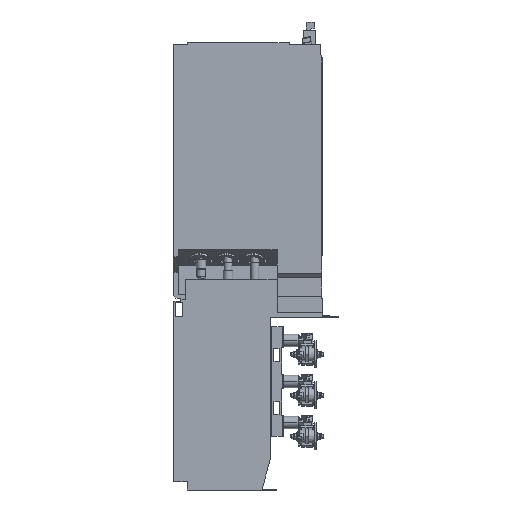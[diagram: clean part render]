
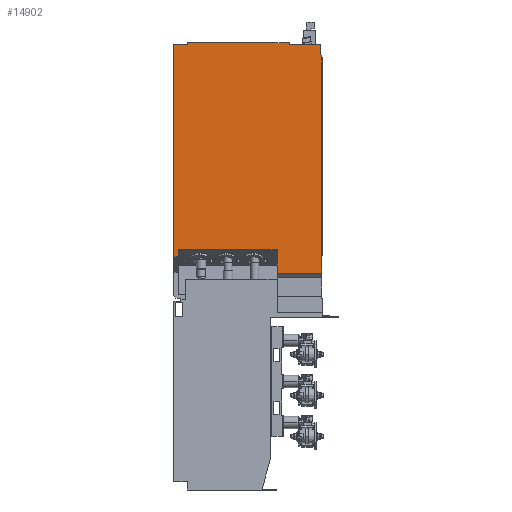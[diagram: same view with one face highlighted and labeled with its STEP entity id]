
A CAD part, left-side view. The second image highlights one B-rep face of the part: STEP entity #14902.
In plain terms, the highlighted planar face has unit normal (-1, 0, 0).
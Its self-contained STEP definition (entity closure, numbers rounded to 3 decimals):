
#11798=FACE_OUTER_BOUND('',#33348,.T.);
#14902=ADVANCED_FACE('',(#11798),#17818,.T.);
#17818=PLANE('',#71207);
#21939=LINE('',#103844,#27458);
#21986=LINE('',#104043,#27505);
#22026=LINE('',#104139,#27545);
#22028=LINE('',#104143,#27547);
#22029=LINE('',#104146,#27548);
#22030=LINE('',#104148,#27549);
#22031=LINE('',#104150,#27550);
#22032=LINE('',#104152,#27551);
#22033=LINE('',#104154,#27552);
#22034=LINE('',#104156,#27553);
#22035=LINE('',#104158,#27554);
#22036=LINE('',#104160,#27555);
#22037=LINE('',#104162,#27556);
#22038=LINE('',#104163,#27557);
#22039=LINE('',#104165,#27558);
#22040=LINE('',#104167,#27559);
#22041=LINE('',#104168,#27560);
#27458=VECTOR('',#82329,1.);
#27505=VECTOR('',#82414,1.);
#27545=VECTOR('',#82504,1.);
#27547=VECTOR('',#82510,1.);
#27548=VECTOR('',#82511,1.);
#27549=VECTOR('',#82512,1.);
#27550=VECTOR('',#82513,1.);
#27551=VECTOR('',#82514,1.);
#27552=VECTOR('',#82515,1.);
#27553=VECTOR('',#82516,1.);
#27554=VECTOR('',#82517,1.);
#27555=VECTOR('',#82518,1.);
#27556=VECTOR('',#82519,1.);
#27557=VECTOR('',#82520,1.);
#27558=VECTOR('',#82521,1.);
#27559=VECTOR('',#82522,1.);
#27560=VECTOR('',#82523,1.);
#33348=EDGE_LOOP('',(#44265,#44266,#44267,#44268,#44269,#44270,#44271,#44272,
#44273,#44274,#44275,#44276,#44277,#44278,#44279,#44280,#44281));
#44265=ORIENTED_EDGE('',*,*,#62692,.T.);
#44266=ORIENTED_EDGE('',*,*,#62693,.T.);
#44267=ORIENTED_EDGE('',*,*,#62694,.F.);
#44268=ORIENTED_EDGE('',*,*,#62695,.T.);
#44269=ORIENTED_EDGE('',*,*,#62696,.T.);
#44270=ORIENTED_EDGE('',*,*,#62697,.T.);
#44271=ORIENTED_EDGE('',*,*,#62698,.F.);
#44272=ORIENTED_EDGE('',*,*,#62699,.F.);
#44273=ORIENTED_EDGE('',*,*,#62700,.T.);
#44274=ORIENTED_EDGE('',*,*,#62701,.T.);
#44275=ORIENTED_EDGE('',*,*,#62642,.T.);
#44276=ORIENTED_EDGE('',*,*,#62690,.T.);
#44277=ORIENTED_EDGE('',*,*,#62702,.T.);
#44278=ORIENTED_EDGE('',*,*,#62703,.T.);
#44279=ORIENTED_EDGE('',*,*,#62704,.T.);
#44280=ORIENTED_EDGE('',*,*,#62581,.T.);
#44281=ORIENTED_EDGE('',*,*,#62705,.T.);
#55547=VERTEX_POINT('',#103843);
#55548=VERTEX_POINT('',#103845);
#55588=VERTEX_POINT('',#104042);
#55589=VERTEX_POINT('',#104044);
#55619=VERTEX_POINT('',#104138);
#55620=VERTEX_POINT('',#104144);
#55621=VERTEX_POINT('',#104145);
#55622=VERTEX_POINT('',#104147);
#55623=VERTEX_POINT('',#104149);
#55624=VERTEX_POINT('',#104151);
#55625=VERTEX_POINT('',#104153);
#55626=VERTEX_POINT('',#104155);
#55627=VERTEX_POINT('',#104157);
#55628=VERTEX_POINT('',#104159);
#55629=VERTEX_POINT('',#104161);
#55630=VERTEX_POINT('',#104164);
#55631=VERTEX_POINT('',#104166);
#62581=EDGE_CURVE('',#55548,#55547,#21939,.T.);
#62642=EDGE_CURVE('',#55589,#55588,#21986,.T.);
#62690=EDGE_CURVE('',#55588,#55619,#22026,.T.);
#62692=EDGE_CURVE('',#55620,#55621,#22028,.T.);
#62693=EDGE_CURVE('',#55621,#55622,#22029,.T.);
#62694=EDGE_CURVE('',#55623,#55622,#22030,.T.);
#62695=EDGE_CURVE('',#55623,#55624,#22031,.T.);
#62696=EDGE_CURVE('',#55624,#55625,#22032,.T.);
#62697=EDGE_CURVE('',#55625,#55626,#22033,.T.);
#62698=EDGE_CURVE('',#55627,#55626,#22034,.T.);
#62699=EDGE_CURVE('',#55628,#55627,#22035,.T.);
#62700=EDGE_CURVE('',#55628,#55629,#22036,.T.);
#62701=EDGE_CURVE('',#55629,#55589,#22037,.T.);
#62702=EDGE_CURVE('',#55619,#55630,#22038,.T.);
#62703=EDGE_CURVE('',#55630,#55631,#22039,.T.);
#62704=EDGE_CURVE('',#55631,#55548,#22040,.T.);
#62705=EDGE_CURVE('',#55547,#55620,#22041,.T.);
#71207=AXIS2_PLACEMENT_3D('',#104169,#82524,#82525);
#82329=DIRECTION('',(0.,0.,-1.));
#82414=DIRECTION('',(0.,1.,0.));
#82504=DIRECTION('',(0.,0.,1.));
#82510=DIRECTION('',(0.,0.,1.));
#82511=DIRECTION('',(0.,-1.,0.));
#82512=DIRECTION('',(0.,0.,1.));
#82513=DIRECTION('',(0.,-1.,0.));
#82514=DIRECTION('',(0.,0.,1.));
#82515=DIRECTION('',(0.,-0.707,0.707));
#82516=DIRECTION('',(0.,-1.,0.));
#82517=DIRECTION('',(0.,0.,-1.));
#82518=DIRECTION('',(0.,0.707,0.707));
#82519=DIRECTION('',(0.,0.,1.));
#82520=DIRECTION('',(0.,1.,0.));
#82521=DIRECTION('',(0.,0.,-1.));
#82522=DIRECTION('',(0.,1.,0.));
#82523=DIRECTION('',(0.,-1.,0.));
#82524=DIRECTION('',(-1.,0.,0.));
#82525=DIRECTION('',(0.,-1.,0.));
#103843=CARTESIAN_POINT('',(-722.,566.,1003.791));
#103844=CARTESIAN_POINT('',(-722.,566.,1717.75));
#103845=CARTESIAN_POINT('',(-722.,566.,1717.75));
#104042=CARTESIAN_POINT('',(-722.,178.295,1717.75));
#104043=CARTESIAN_POINT('',(-722.,74.,1717.75));
#104044=CARTESIAN_POINT('',(-722.,74.,1717.75));
#104138=CARTESIAN_POINT('',(-722.,178.293,1724.5));
#104139=CARTESIAN_POINT('',(-722.,178.295,1717.75));
#104143=CARTESIAN_POINT('',(-722.,550.557,1003.791));
#104144=CARTESIAN_POINT('',(-722.,550.557,1003.791));
#104145=CARTESIAN_POINT('',(-722.,550.557,1027.992));
#104146=CARTESIAN_POINT('',(-722.,550.557,1027.992));
#104147=CARTESIAN_POINT('',(-722.,218.727,1027.992));
#104148=CARTESIAN_POINT('',(-722.,218.727,949.119));
#104149=CARTESIAN_POINT('',(-722.,218.727,949.119));
#104150=CARTESIAN_POINT('',(-722.,218.727,949.119));
#104151=CARTESIAN_POINT('',(-722.,69.013,949.119));
#104152=CARTESIAN_POINT('',(-722.,69.013,949.119));
#104153=CARTESIAN_POINT('',(-722.,69.013,1006.248));
#104154=CARTESIAN_POINT('',(-722.,69.013,1006.248));
#104155=CARTESIAN_POINT('',(-722.,67.093,1008.169));
#104156=CARTESIAN_POINT('',(-722.,70.,1008.169));
#104157=CARTESIAN_POINT('',(-722.,70.,1008.169));
#104158=CARTESIAN_POINT('',(-722.,70.,1679.867));
#104159=CARTESIAN_POINT('',(-722.,70.,1679.867));
#104160=CARTESIAN_POINT('',(-722.,70.,1679.867));
#104161=CARTESIAN_POINT('',(-722.,74.,1683.867));
#104162=CARTESIAN_POINT('',(-722.,74.,1683.867));
#104163=CARTESIAN_POINT('',(-722.,178.293,1724.5));
#104164=CARTESIAN_POINT('',(-722.,519.75,1724.5));
#104165=CARTESIAN_POINT('',(-722.,519.75,1724.5));
#104166=CARTESIAN_POINT('',(-722.,519.75,1717.75));
#104167=CARTESIAN_POINT('',(-722.,519.75,1717.75));
#104168=CARTESIAN_POINT('',(-722.,566.,1003.791));
#104169=CARTESIAN_POINT('',(-722.,0.,0.));
